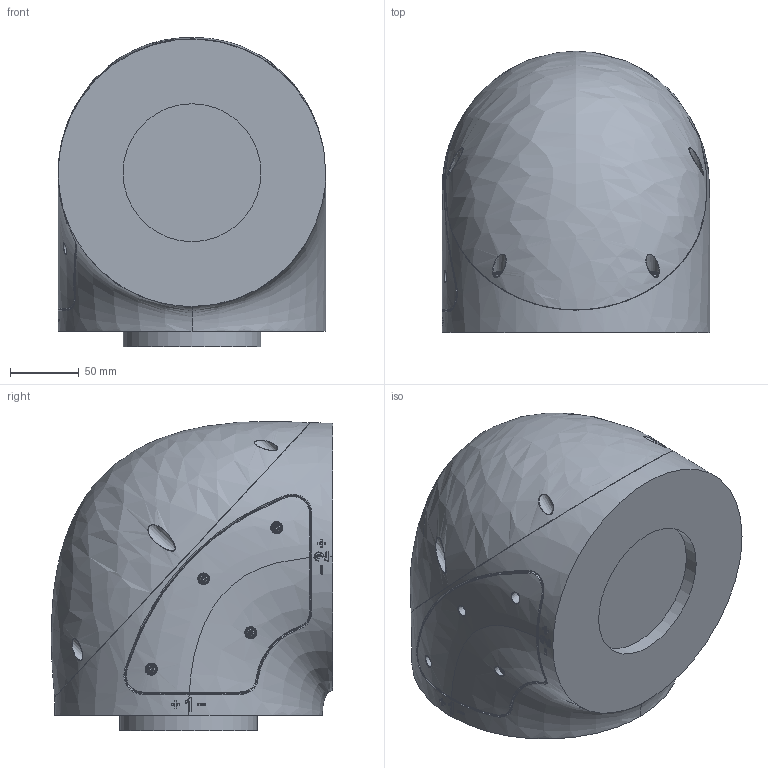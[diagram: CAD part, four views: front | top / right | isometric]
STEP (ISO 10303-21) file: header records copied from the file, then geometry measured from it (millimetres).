
FILE_DESCRIPTION(/* description */ (''),/* implementation_level */ '2;1');
FILE_NAME(/* name */ 'Робот коллаборативный LBR iisy 11 R1300 Kuka_1.stp',/* time_stamp */ '2025-09-22T03:36:02+04:00',/* author */ (''),/* organization */ (''),/* preprocessor_version */ 'ST-DEVELOPER v20',/* originating_system */ 'SIEMENS PLM Software NX2506.1700',/* authorisation */ '');
FILE_SCHEMA (('AUTOMOTIVE_DESIGN { 1 0 10303 214 3 1 1 1 }'));
Products named in the file (1): Робот коллаборативный 
LBR iisy 11 R1300 Kuka_objects
Bounding box: 194 x 204 x 224.07 mm (x, y, z)
Volume: 6948561.3 mm3; surface area: 222698.8 mm2
Topology: 1 solids, 1 shells, 622 faces, 1468 edges, 858 vertices
Faces by surface type: bspline 274, cylinder 167, plane 81, sphere 45, cone 35, torus 20
Full cylindrical faces by diameter (mm): 6.9 x10, 100 x2
Entity records: 39338 total; most frequent: CARTESIAN_POINT 26651, ORIENTED_EDGE 2582, DIRECTION 1644, EDGE_CURVE 1291, VERTEX_POINT 802, EDGE_LOOP 753, AXIS2_PLACEMENT_3D 718, B_SPLINE_CURVE_WITH_KNOTS 714
